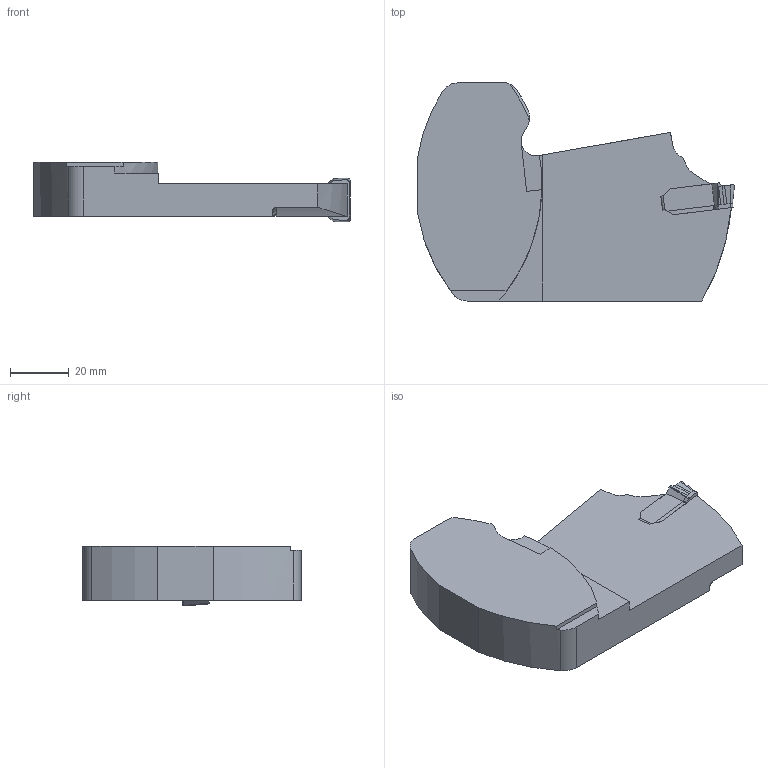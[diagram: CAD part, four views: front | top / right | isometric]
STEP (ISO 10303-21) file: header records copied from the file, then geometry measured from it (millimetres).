
FILE_DESCRIPTION(/* description */ (''),/* implementation_level */ '2;1');
FILE_NAME(/* name */ '1550547590706.stp',/* time_stamp */ '2019-02-19T09:10:03+06:00',/* author */ (''),/* organization */ ('SMS'),/* preprocessor_version */ 'ST-DEVELOPER v15',/* originating_system */ 'SIEMENS PLM Software NX 8.5',/* authorisation */ '');
FILE_SCHEMA (('AUTOMOTIVE_DESIGN { 1 0 10303 214 3 1 1 1 }'));
Length unit declared in the file: millimetre
Products named in the file (4): 201539480mod000_00; ASSEMBLY_CONSTRUCTION; 201728720mod000_00; 201728717mod000_00
Assembly tree (3 placements, depth 2):
  201728717mod000_00
    201728720mod000_00
    ASSEMBLY_CONSTRUCTION
    201539480mod000_00
Bounding box: 108.25 x 74.5 x 20.49 mm (x, y, z)
Volume: 84578.3 mm3; surface area: 18065.2 mm2
Topology: 2 solids, 2 shells, 99 faces, 282 edges, 193 vertices
Faces by surface type: plane 42, cylinder 27, bspline 25, torus 3, extrusion 2
Entity records: 4097 total; most frequent: CARTESIAN_POINT 1610, ORIENTED_EDGE 562, DIRECTION 388, EDGE_CURVE 281, VERTEX_POINT 186, AXIS2_PLACEMENT_3D 133, VECTOR 122, LINE 120
